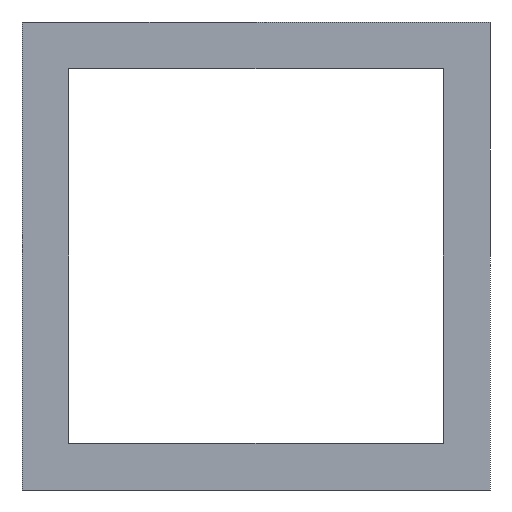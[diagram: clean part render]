
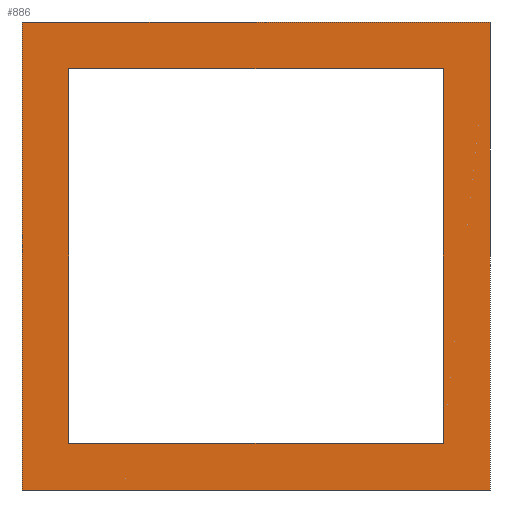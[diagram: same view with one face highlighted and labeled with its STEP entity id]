
A CAD part, left-side view. The second image highlights one B-rep face of the part: STEP entity #886.
In plain terms, the highlighted planar face has unit normal (-1, 0, 0).
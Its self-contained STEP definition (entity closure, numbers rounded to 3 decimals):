
#4 = CARTESIAN_POINT ( 'NONE',  ( -160., 697., -8. ) ) ;
#6 = DIRECTION ( 'NONE',  ( 0., -1., 0. ) ) ;
#15 = CARTESIAN_POINT ( 'NONE',  ( -160., 715., 10. ) ) ;
#74 = DIRECTION ( 'NONE',  ( 0., 0., -1. ) ) ;
#98 = CARTESIAN_POINT ( 'NONE',  ( -160., 697., 10. ) ) ;
#105 = DIRECTION ( 'NONE',  ( 0., -1., 0. ) ) ;
#106 = DIRECTION ( 'NONE',  ( 0., 0., -1. ) ) ;
#180 = VECTOR ( 'NONE', #105, 1000. ) ;
#185 = LINE ( 'NONE', #328, #1292 ) ;
#200 = VECTOR ( 'NONE', #106, 1000. ) ;
#223 = CARTESIAN_POINT ( 'NONE',  ( -160., 0., 10. ) ) ;
#241 = VERTEX_POINT ( 'NONE', #523 ) ;
#306 = EDGE_CURVE ( 'NONE', #802, #1354, #1062, .T. ) ;
#328 = CARTESIAN_POINT ( 'NONE',  ( -160., 695., 10. ) ) ;
#366 = DIRECTION ( 'NONE',  ( 0., -1., 0. ) ) ;
#369 = CARTESIAN_POINT ( 'NONE',  ( -160., 715., 10. ) ) ;
#371 = ORIENTED_EDGE ( 'NONE', *, *, #1480, .T. ) ;
#391 = ORIENTED_EDGE ( 'NONE', *, *, #633, .F. ) ;
#399 = DIRECTION ( 'NONE',  ( 0., 0., -1. ) ) ;
#410 = VECTOR ( 'NONE', #6, 1000. ) ;
#441 = CARTESIAN_POINT ( 'NONE',  ( -160., 713., -8. ) ) ;
#448 = DIRECTION ( 'NONE',  ( 0., -1., 0. ) ) ;
#476 = ORIENTED_EDGE ( 'NONE', *, *, #970, .T. ) ;
#480 = LINE ( 'NONE', #994, #877 ) ;
#501 = CARTESIAN_POINT ( 'NONE',  ( -160., 695., -10. ) ) ;
#523 = CARTESIAN_POINT ( 'NONE',  ( -160., 715., -10. ) ) ;
#535 = EDGE_CURVE ( 'NONE', #651, #802, #1458, .T. ) ;
#553 = ORIENTED_EDGE ( 'NONE', *, *, #1236, .F. ) ;
#583 = LINE ( 'NONE', #1059, #1222 ) ;
#612 = ORIENTED_EDGE ( 'NONE', *, *, #306, .F. ) ;
#629 = LINE ( 'NONE', #848, #410 ) ;
#633 = EDGE_CURVE ( 'NONE', #1539, #1338, #185, .T. ) ;
#651 = VERTEX_POINT ( 'NONE', #797 ) ;
#694 = VECTOR ( 'NONE', #1097, 1000. ) ;
#707 = FACE_OUTER_BOUND ( 'NONE', #1396, .T. ) ;
#724 = ORIENTED_EDGE ( 'NONE', *, *, #963, .T. ) ;
#797 = CARTESIAN_POINT ( 'NONE',  ( -160., 713., 8. ) ) ;
#802 = VERTEX_POINT ( 'NONE', #441 ) ;
#848 = CARTESIAN_POINT ( 'NONE',  ( -160., 0., -10. ) ) ;
#877 = VECTOR ( 'NONE', #366, 1000. ) ;
#886 = ADVANCED_FACE ( 'NONE', ( #707, #1069 ), #1168, .F. ) ;
#927 = VERTEX_POINT ( 'NONE', #369 ) ;
#934 = CARTESIAN_POINT ( 'NONE',  ( -160., 697., 8. ) ) ;
#941 = VECTOR ( 'NONE', #399, 1000. ) ;
#945 = DIRECTION ( 'NONE',  ( 0., 0., -1. ) ) ;
#963 = EDGE_CURVE ( 'NONE', #927, #241, #1085, .T. ) ;
#970 = EDGE_CURVE ( 'NONE', #241, #1338, #629, .T. ) ;
#994 = CARTESIAN_POINT ( 'NONE',  ( -160., 0., 8. ) ) ;
#1053 = DIRECTION ( 'NONE',  ( 1., 0., 0. ) ) ;
#1059 = CARTESIAN_POINT ( 'NONE',  ( -160., 0., 10. ) ) ;
#1062 = LINE ( 'NONE', #1293, #180 ) ;
#1069 = FACE_BOUND ( 'NONE', #1537, .T. ) ;
#1085 = LINE ( 'NONE', #15, #941 ) ;
#1097 = DIRECTION ( 'NONE',  ( 0., 0., -1. ) ) ;
#1158 = VERTEX_POINT ( 'NONE', #934 ) ;
#1162 = AXIS2_PLACEMENT_3D ( 'NONE', #223, #1053, #945 ) ;
#1167 = ORIENTED_EDGE ( 'NONE', *, *, #1398, .T. ) ;
#1168 = PLANE ( 'NONE',  #1162 ) ;
#1173 = LINE ( 'NONE', #98, #200 ) ;
#1187 = CARTESIAN_POINT ( 'NONE',  ( -160., 695., 10. ) ) ;
#1222 = VECTOR ( 'NONE', #448, 1000. ) ;
#1236 = EDGE_CURVE ( 'NONE', #927, #1539, #583, .T. ) ;
#1292 = VECTOR ( 'NONE', #74, 1000. ) ;
#1293 = CARTESIAN_POINT ( 'NONE',  ( -160., 0., -8. ) ) ;
#1338 = VERTEX_POINT ( 'NONE', #501 ) ;
#1354 = VERTEX_POINT ( 'NONE', #4 ) ;
#1396 = EDGE_LOOP ( 'NONE', ( #476, #391, #553, #724 ) ) ;
#1398 = EDGE_CURVE ( 'NONE', #651, #1158, #480, .T. ) ;
#1458 = LINE ( 'NONE', #1468, #694 ) ;
#1468 = CARTESIAN_POINT ( 'NONE',  ( -160., 713., 10. ) ) ;
#1480 = EDGE_CURVE ( 'NONE', #1158, #1354, #1173, .T. ) ;
#1515 = ORIENTED_EDGE ( 'NONE', *, *, #535, .F. ) ;
#1537 = EDGE_LOOP ( 'NONE', ( #612, #1515, #1167, #371 ) ) ;
#1539 = VERTEX_POINT ( 'NONE', #1187 ) ;
